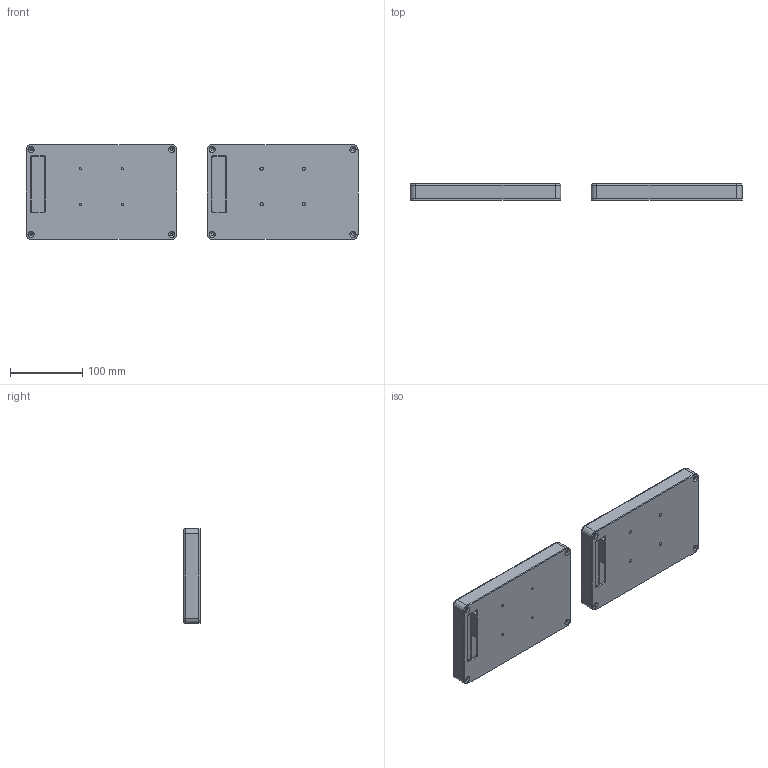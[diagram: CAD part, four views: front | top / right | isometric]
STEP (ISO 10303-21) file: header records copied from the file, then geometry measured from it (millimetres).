
FILE_DESCRIPTION(/* description */ (''),/* implementation_level */ '2;1');
FILE_NAME(/* name */ 'SunFounder Screen Holder for Voron.step',/* time_stamp */ '2023-07-07T09:46:58-07:00',/* author */ (''),/* organization */ (''),/* preprocessor_version */ 'ST-DEVELOPER v19.2',/* originating_system */ 'Autodesk Translation Framework v12.6.0.85',/* authorisation */ '');
FILE_SCHEMA (('AUTOMOTIVE_DESIGN { 1 0 10303 214 3 1 1 }'));
Length unit declared in the file: millimetre
Products named in the file (5): Voron Touchscreen; Screen Holder (heat-set inserts); Screen; Screen Holder (thread into plastic); Screen (1)
Assembly tree (4 placements, depth 3):
  Voron Touchscreen
    Screen Holder (heat-set inserts)
      Screen
    Screen Holder (thread into plastic)
      Screen (1)
Bounding box: 458 x 23 x 131 mm (x, y, z)
Volume: 563118.8 mm3; surface area: 297920.7 mm2
Topology: 18 solids, 18 shells, 808 faces, 2092 edges, 1370 vertices
Faces by surface type: plane 516, cylinder 172, bspline 88, torus 24, cone 8
Full cylindrical faces by diameter (mm): 2.75 x12, 2.78 x2, 3 x6, 4.5 x20
Entity records: 34394 total; most frequent: CARTESIAN_POINT 14659, ORIENTED_EDGE 4184, DIRECTION 3696, EDGE_CURVE 2092, LINE 1514, VECTOR 1514, VERTEX_POINT 1370, AXIS2_PLACEMENT_3D 1091
